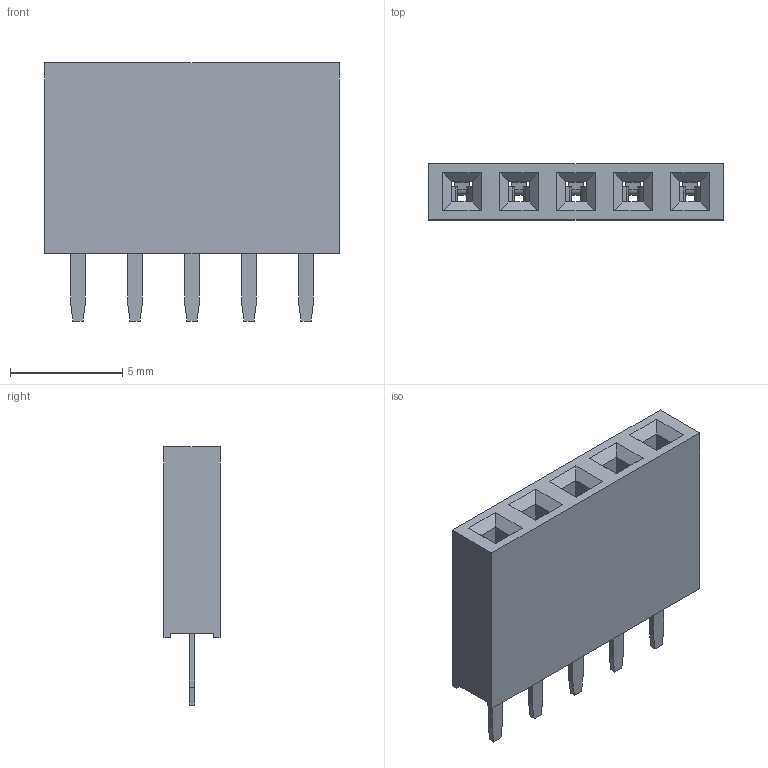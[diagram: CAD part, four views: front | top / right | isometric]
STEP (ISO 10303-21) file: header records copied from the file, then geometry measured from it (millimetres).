
FILE_DESCRIPTION(('FreeCAD Model'),'2;1');
FILE_NAME('Harwin_M20-7820546.step', '2017-12-29T15:23:36',('Author'),(''), 'Open CASCADE STEP processor 6.8','FreeCAD','Unknown');
FILE_SCHEMA(('AUTOMOTIVE_DESIGN_CC2 { 1 2 10303 214 -1 1 5 4 }'));
Length unit declared in the file: inch
Products named in the file (2): ASSEMBLY; Harwin_M20-7820546
Assembly tree (1 placements, depth 2):
  ASSEMBLY
    Harwin_M20-7820546
Bounding box: 13.1 x 2.5 x 11.5 mm (x, y, z)
Volume: 205.6 mm3; surface area: 676.9 mm2
Topology: 1 solids, 1 shells, 395 faces, 1099 edges, 696 vertices
Faces by surface type: plane 285, cylinder 110
Entity records: 39671 total; most frequent: CARTESIAN_POINT 15790, DIRECTION 3681, LINE 2417, VECTOR 2417, ORIENTED_EDGE 2198, PCURVE 2198, DEFINITIONAL_REPRESENTATION 2198, EDGE_CURVE 1099
